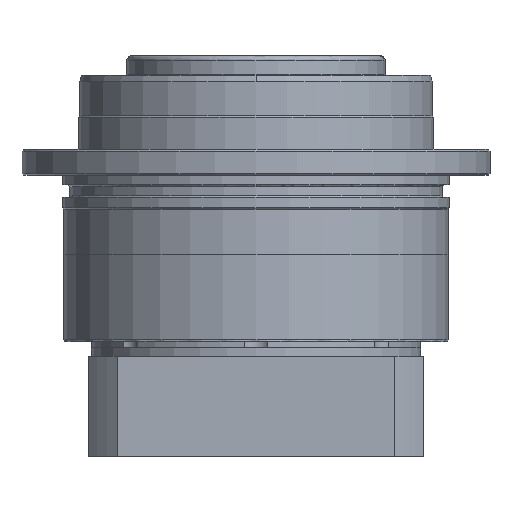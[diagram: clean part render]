
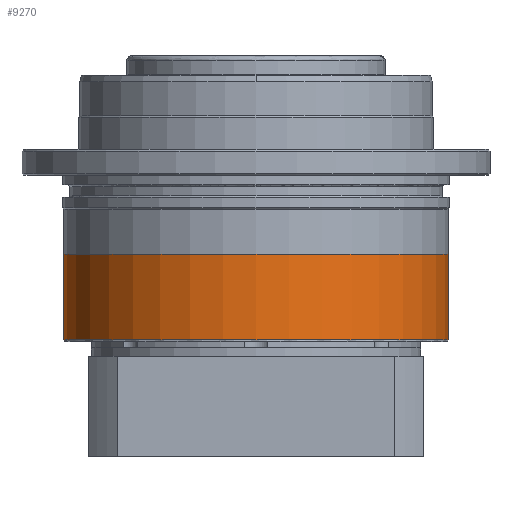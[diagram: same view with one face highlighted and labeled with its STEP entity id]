
A CAD part, front view. The second image highlights one B-rep face of the part: STEP entity #9270.
In plain terms, the highlighted cylindrical face has radius 59.5 mm (diameter 119 mm), a partial arc.
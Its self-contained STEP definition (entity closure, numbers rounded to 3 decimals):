
#651 = VECTOR ( 'NONE', #18999, 1000. ) ;
#1074 = CARTESIAN_POINT ( 'NONE',  ( 59.5, 0., 29. ) ) ;
#2627 = ORIENTED_EDGE ( 'NONE', *, *, #23825, .T. ) ;
#3033 = EDGE_LOOP ( 'NONE', ( #16148, #11026, #13482, #2627 ) ) ;
#3795 = DIRECTION ( 'NONE',  ( 0., 0., -1. ) ) ;
#5277 = AXIS2_PLACEMENT_3D ( 'NONE', #18607, #16842, #14159 ) ;
#5378 = CARTESIAN_POINT ( 'NONE',  ( 0., 0., 2.5 ) ) ;
#5701 = FACE_OUTER_BOUND ( 'NONE', #3033, .T. ) ;
#5850 = EDGE_CURVE ( 'NONE', #7582, #19692, #15064, .T. ) ;
#6083 = LINE ( 'NONE', #11306, #651 ) ;
#7438 = EDGE_CURVE ( 'NONE', #19189, #7582, #12147, .T. ) ;
#7582 = VERTEX_POINT ( 'NONE', #1074 ) ;
#7702 = DIRECTION ( 'NONE',  ( 0., 0., -1. ) ) ;
#9228 = VECTOR ( 'NONE', #3795, 1000. ) ;
#9270 = ADVANCED_FACE ( 'NONE', ( #5701 ), #18856, .T. ) ;
#9287 = DIRECTION ( 'NONE',  ( -1., 0., 0. ) ) ;
#9472 = CARTESIAN_POINT ( 'NONE',  ( 59.5, 0., 29. ) ) ;
#10695 = CARTESIAN_POINT ( 'NONE',  ( 59.5, 0., 2.5 ) ) ;
#11026 = ORIENTED_EDGE ( 'NONE', *, *, #7438, .F. ) ;
#11306 = CARTESIAN_POINT ( 'NONE',  ( -59.5, 0., 29. ) ) ;
#12147 = CIRCLE ( 'NONE', #5277, 59.5 ) ;
#13482 = ORIENTED_EDGE ( 'NONE', *, *, #18906, .T. ) ;
#14159 = DIRECTION ( 'NONE',  ( -1., 0., 0. ) ) ;
#14683 = AXIS2_PLACEMENT_3D ( 'NONE', #22915, #7702, #15195 ) ;
#14848 = VERTEX_POINT ( 'NONE', #17661 ) ;
#15064 = LINE ( 'NONE', #9472, #9228 ) ;
#15195 = DIRECTION ( 'NONE',  ( -1., 0., 0. ) ) ;
#16148 = ORIENTED_EDGE ( 'NONE', *, *, #5850, .F. ) ;
#16833 = CIRCLE ( 'NONE', #24093, 59.5 ) ;
#16842 = DIRECTION ( 'NONE',  ( 0., 0., 1. ) ) ;
#17661 = CARTESIAN_POINT ( 'NONE',  ( -59.5, 0., 2.5 ) ) ;
#18607 = CARTESIAN_POINT ( 'NONE',  ( 0., 0., 29. ) ) ;
#18780 = DIRECTION ( 'NONE',  ( 0., 0., 1. ) ) ;
#18856 = CYLINDRICAL_SURFACE ( 'NONE', #14683, 59.5 ) ;
#18906 = EDGE_CURVE ( 'NONE', #19189, #14848, #6083, .T. ) ;
#18999 = DIRECTION ( 'NONE',  ( 0., 0., -1. ) ) ;
#19189 = VERTEX_POINT ( 'NONE', #23881 ) ;
#19692 = VERTEX_POINT ( 'NONE', #10695 ) ;
#22915 = CARTESIAN_POINT ( 'NONE',  ( 0., 0., 29. ) ) ;
#23825 = EDGE_CURVE ( 'NONE', #14848, #19692, #16833, .T. ) ;
#23881 = CARTESIAN_POINT ( 'NONE',  ( -59.5, 0., 29. ) ) ;
#24093 = AXIS2_PLACEMENT_3D ( 'NONE', #5378, #18780, #9287 ) ;
